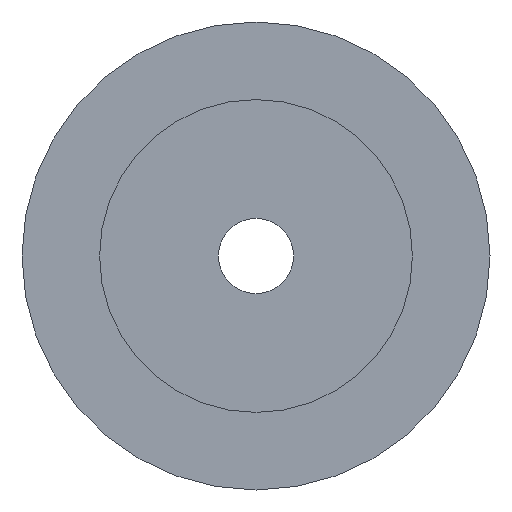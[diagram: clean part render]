
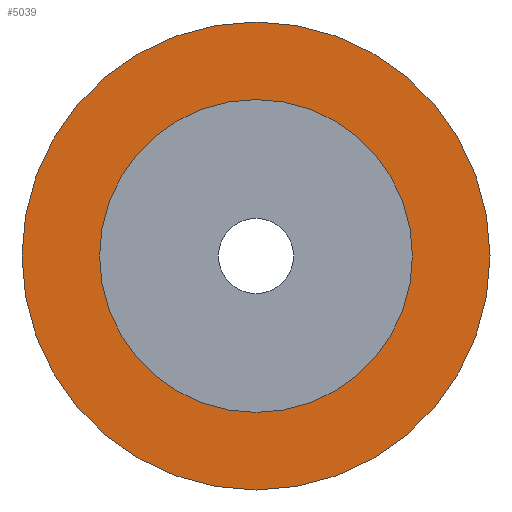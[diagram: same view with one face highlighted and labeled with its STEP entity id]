
A CAD part, left-side view. The second image highlights one B-rep face of the part: STEP entity #5039.
In plain terms, the highlighted planar face has unit normal (-1, 0, 0).
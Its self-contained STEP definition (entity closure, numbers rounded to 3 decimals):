
#414 = CARTESIAN_POINT ( 'NONE',  ( -3.05, 0., 0. ) ) ;
#979 = EDGE_CURVE ( 'NONE', #5709, #7232, #13841, .T. ) ;
#1354 = FACE_OUTER_BOUND ( 'NONE', #6419, .T. ) ;
#1439 = DIRECTION ( 'NONE',  ( 0., 0., -1. ) ) ;
#1866 = DIRECTION ( 'NONE',  ( -1., 0., 0. ) ) ;
#2212 = DIRECTION ( 'NONE',  ( 0., 0., -1. ) ) ;
#2293 = DIRECTION ( 'NONE',  ( 1., 0., 0. ) ) ;
#3547 = AXIS2_PLACEMENT_3D ( 'NONE', #8586, #8638, #2212 ) ;
#4452 = VERTEX_POINT ( 'NONE', #10747 ) ;
#4600 = VERTEX_POINT ( 'NONE', #6016 ) ;
#4955 = CIRCLE ( 'NONE', #6115, 6.35 ) ;
#5039 = ADVANCED_FACE ( 'NONE', ( #11205, #1354 ), #12726, .F. ) ;
#5084 = AXIS2_PLACEMENT_3D ( 'NONE', #5856, #2293, #13734 ) ;
#5521 = EDGE_CURVE ( 'NONE', #7232, #5709, #11756, .T. ) ;
#5625 = CIRCLE ( 'NONE', #10815, 6.35 ) ;
#5709 = VERTEX_POINT ( 'NONE', #6340 ) ;
#5856 = CARTESIAN_POINT ( 'NONE',  ( -3.05, 0., 0. ) ) ;
#6016 = CARTESIAN_POINT ( 'NONE',  ( -3.05, 6.35, 0. ) ) ;
#6115 = AXIS2_PLACEMENT_3D ( 'NONE', #7571, #1866, #14198 ) ;
#6340 = CARTESIAN_POINT ( 'NONE',  ( -3.05, 0., 9.5 ) ) ;
#6419 = EDGE_LOOP ( 'NONE', ( #10931, #10268 ) ) ;
#6538 = CARTESIAN_POINT ( 'NONE',  ( -3.05, 0., 0. ) ) ;
#6946 = ORIENTED_EDGE ( 'NONE', *, *, #8738, .F. ) ;
#7232 = VERTEX_POINT ( 'NONE', #14081 ) ;
#7571 = CARTESIAN_POINT ( 'NONE',  ( -3.05, 0., 0. ) ) ;
#7773 = EDGE_LOOP ( 'NONE', ( #6946, #13385 ) ) ;
#7960 = AXIS2_PLACEMENT_3D ( 'NONE', #414, #11522, #1439 ) ;
#8586 = CARTESIAN_POINT ( 'NONE',  ( -3.05, 0., 0. ) ) ;
#8638 = DIRECTION ( 'NONE',  ( 1., 0., 0. ) ) ;
#8738 = EDGE_CURVE ( 'NONE', #4600, #4452, #5625, .T. ) ;
#10268 = ORIENTED_EDGE ( 'NONE', *, *, #979, .F. ) ;
#10747 = CARTESIAN_POINT ( 'NONE',  ( -3.05, -6.35, 0. ) ) ;
#10815 = AXIS2_PLACEMENT_3D ( 'NONE', #6538, #12067, #14425 ) ;
#10931 = ORIENTED_EDGE ( 'NONE', *, *, #5521, .F. ) ;
#11205 = FACE_BOUND ( 'NONE', #7773, .T. ) ;
#11522 = DIRECTION ( 'NONE',  ( 1., 0., 0. ) ) ;
#11756 = CIRCLE ( 'NONE', #5084, 9.5 ) ;
#12067 = DIRECTION ( 'NONE',  ( -1., 0., 0. ) ) ;
#12726 = PLANE ( 'NONE',  #7960 ) ;
#13385 = ORIENTED_EDGE ( 'NONE', *, *, #14158, .F. ) ;
#13734 = DIRECTION ( 'NONE',  ( 0., 0., -1. ) ) ;
#13841 = CIRCLE ( 'NONE', #3547, 9.5 ) ;
#14081 = CARTESIAN_POINT ( 'NONE',  ( -3.05, 0., -9.5 ) ) ;
#14158 = EDGE_CURVE ( 'NONE', #4452, #4600, #4955, .T. ) ;
#14198 = DIRECTION ( 'NONE',  ( 0., -1., 0. ) ) ;
#14425 = DIRECTION ( 'NONE',  ( 0., -1., 0. ) ) ;
